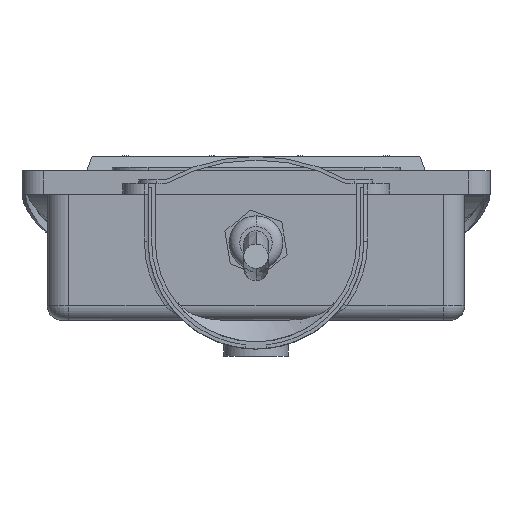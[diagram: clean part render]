
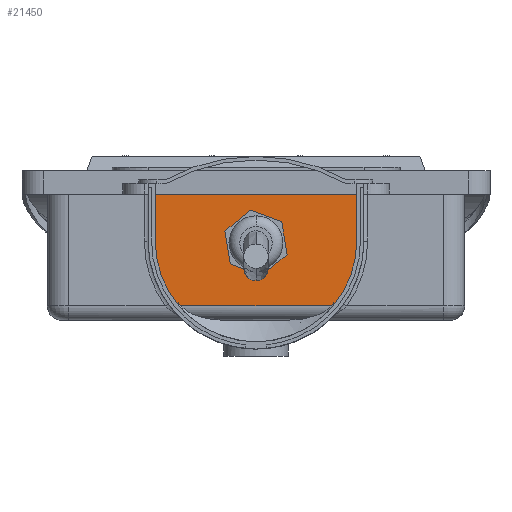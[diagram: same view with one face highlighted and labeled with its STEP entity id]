
A CAD part, front view. The second image highlights one B-rep face of the part: STEP entity #21450.
In plain terms, the highlighted planar face has unit normal (0, -1, 0).
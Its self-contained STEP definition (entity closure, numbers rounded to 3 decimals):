
#83 = CARTESIAN_POINT ( 'NONE',  ( 46.362, 10., -61.202 ) ) ;
#152 = ORIENTED_EDGE ( 'NONE', *, *, #2156, .F. ) ;
#182 = CARTESIAN_POINT ( 'NONE',  ( -7.132, 10., -30.871 ) ) ;
#276 = ORIENTED_EDGE ( 'NONE', *, *, #9424, .F. ) ;
#459 = VERTEX_POINT ( 'NONE', #17175 ) ;
#478 = EDGE_CURVE ( 'NONE', #17079, #20955, #727, .T. ) ;
#727 = CIRCLE ( 'NONE', #20511, 28. ) ;
#909 = VERTEX_POINT ( 'NONE', #8094 ) ;
#1144 = CARTESIAN_POINT ( 'NONE',  ( 8.65, 10., -28.241 ) ) ;
#1354 = CARTESIAN_POINT ( 'NONE',  ( 24.949, 10., -4.75 ) ) ;
#1452 = CARTESIAN_POINT ( 'NONE',  ( -21.954, 10., -41.879 ) ) ;
#1495 = DIRECTION ( 'NONE',  ( 0., 1., 0. ) ) ;
#1795 = DIRECTION ( 'NONE',  ( -0.772, 0., -0.636 ) ) ;
#1847 = EDGE_LOOP ( 'NONE', ( #16199, #7657, #276, #7194, #152, #7326 ) ) ;
#1907 = CARTESIAN_POINT ( 'NONE',  ( -8.65, 10., -21.759 ) ) ;
#2156 = EDGE_CURVE ( 'NONE', #909, #9847, #16003, .T. ) ;
#2346 = AXIS2_PLACEMENT_3D ( 'NONE', #14486, #9281, #11014 ) ;
#2393 = DIRECTION ( 'NONE',  ( 0., 1., 0. ) ) ;
#2477 = CARTESIAN_POINT ( 'NONE',  ( -28., 10., -24.5 ) ) ;
#2695 = DIRECTION ( 'NONE',  ( -1., 0., 0. ) ) ;
#3117 = DIRECTION ( 'NONE',  ( 0., 0., 1. ) ) ;
#3550 = DIRECTION ( 'NONE',  ( 0.772, 0., 0.636 ) ) ;
#3798 = DIRECTION ( 'NONE',  ( 0., 1., 0. ) ) ;
#4309 = VERTEX_POINT ( 'NONE', #14352 ) ;
#4473 = LINE ( 'NONE', #14259, #8656 ) ;
#4566 = VERTEX_POINT ( 'NONE', #9329 ) ;
#4693 = VERTEX_POINT ( 'NONE', #7255 ) ;
#5004 = EDGE_CURVE ( 'NONE', #9847, #20011, #13312, .T. ) ;
#5115 = ORIENTED_EDGE ( 'NONE', *, *, #6821, .T. ) ;
#5126 = VECTOR ( 'NONE', #1795, 1000. ) ;
#5206 = AXIS2_PLACEMENT_3D ( 'NONE', #17067, #2393, #7292 ) ;
#5357 = VECTOR ( 'NONE', #7983, 1000. ) ;
#5476 = DIRECTION ( 'NONE',  ( 0.164, 0., -0.986 ) ) ;
#5965 = LINE ( 'NONE', #12383, #8365 ) ;
#6357 = ORIENTED_EDGE ( 'NONE', *, *, #19172, .F. ) ;
#6376 = CARTESIAN_POINT ( 'NONE',  ( 0., 10., -24.5 ) ) ;
#6523 = CARTESIAN_POINT ( 'NONE',  ( 21.629, 10., -41.622 ) ) ;
#6610 = VECTOR ( 'NONE', #10899, 1000. ) ;
#6805 = LINE ( 'NONE', #6908, #14470 ) ;
#6821 = EDGE_CURVE ( 'NONE', #17079, #4309, #16551, .T. ) ;
#6908 = CARTESIAN_POINT ( 'NONE',  ( 1.518, 10., -34.112 ) ) ;
#7121 = LINE ( 'NONE', #20157, #13842 ) ;
#7194 = ORIENTED_EDGE ( 'NONE', *, *, #5004, .F. ) ;
#7255 = CARTESIAN_POINT ( 'NONE',  ( 8.65, 10., -28.241 ) ) ;
#7292 = DIRECTION ( 'NONE',  ( 1., 0., 0. ) ) ;
#7326 = ORIENTED_EDGE ( 'NONE', *, *, #13813, .F. ) ;
#7342 = DIRECTION ( 'NONE',  ( 0., 0., -1. ) ) ;
#7390 = DIRECTION ( 'NONE',  ( 0.936, 0., -0.351 ) ) ;
#7657 = ORIENTED_EDGE ( 'NONE', *, *, #16335, .F. ) ;
#7851 = CARTESIAN_POINT ( 'NONE',  ( -1.518, 10., -15.888 ) ) ;
#7983 = DIRECTION ( 'NONE',  ( 0.784, 0., 0.621 ) ) ;
#8094 = CARTESIAN_POINT ( 'NONE',  ( 7.132, 10., -19.129 ) ) ;
#8153 = ORIENTED_EDGE ( 'NONE', *, *, #13499, .F. ) ;
#8365 = VECTOR ( 'NONE', #2695, 1000. ) ;
#8646 = VERTEX_POINT ( 'NONE', #182 ) ;
#8656 = VECTOR ( 'NONE', #14363, 1000. ) ;
#8861 = LINE ( 'NONE', #8967, #19776 ) ;
#8907 = VERTEX_POINT ( 'NONE', #6523 ) ;
#8967 = CARTESIAN_POINT ( 'NONE',  ( 28., 10., -24.5 ) ) ;
#9281 = DIRECTION ( 'NONE',  ( 0., 1., 0. ) ) ;
#9329 = CARTESIAN_POINT ( 'NONE',  ( 28., 10., -24.5 ) ) ;
#9411 = AXIS2_PLACEMENT_3D ( 'NONE', #16377, #1495, #17999 ) ;
#9424 = EDGE_CURVE ( 'NONE', #20011, #8646, #7121, .T. ) ;
#9769 = VECTOR ( 'NONE', #7390, 1000. ) ;
#9847 = VERTEX_POINT ( 'NONE', #7851 ) ;
#9977 = CARTESIAN_POINT ( 'NONE',  ( 1.518, 10., -34.112 ) ) ;
#10439 = DIRECTION ( 'NONE',  ( 1., 0., 0. ) ) ;
#10445 = VECTOR ( 'NONE', #19636, 1000. ) ;
#10537 = VERTEX_POINT ( 'NONE', #16663 ) ;
#10814 = DIRECTION ( 'NONE',  ( -0.164, 0., 0.986 ) ) ;
#10899 = DIRECTION ( 'NONE',  ( -0.936, 0., 0.351 ) ) ;
#10954 = ORIENTED_EDGE ( 'NONE', *, *, #16352, .T. ) ;
#11014 = DIRECTION ( 'NONE',  ( 0., 0., 1. ) ) ;
#11239 = ORIENTED_EDGE ( 'NONE', *, *, #16437, .T. ) ;
#11357 = CARTESIAN_POINT ( 'NONE',  ( -1.518, 10., -15.888 ) ) ;
#11481 = DIRECTION ( 'NONE',  ( 0., 1., 0. ) ) ;
#11489 = CARTESIAN_POINT ( 'NONE',  ( 20.904, 10., -42.5 ) ) ;
#11898 = FACE_OUTER_BOUND ( 'NONE', #20441, .T. ) ;
#12073 = VERTEX_POINT ( 'NONE', #9977 ) ;
#12164 = ORIENTED_EDGE ( 'NONE', *, *, #14743, .F. ) ;
#12383 = CARTESIAN_POINT ( 'NONE',  ( 58., 10., -11.5 ) ) ;
#12532 = CIRCLE ( 'NONE', #9411, 27.586 ) ;
#12785 = LINE ( 'NONE', #2477, #14254 ) ;
#12991 = EDGE_CURVE ( 'NONE', #4566, #20838, #14577, .T. ) ;
#13076 = CARTESIAN_POINT ( 'NONE',  ( -28., 10., -24.5 ) ) ;
#13188 = VERTEX_POINT ( 'NONE', #14542 ) ;
#13224 = ORIENTED_EDGE ( 'NONE', *, *, #478, .F. ) ;
#13312 = LINE ( 'NONE', #11357, #5126 ) ;
#13499 = EDGE_CURVE ( 'NONE', #20955, #13188, #12785, .T. ) ;
#13585 = EDGE_CURVE ( 'NONE', #10537, #4309, #12532, .T. ) ;
#13741 = CARTESIAN_POINT ( 'NONE',  ( 21.954, 10., -41.879 ) ) ;
#13813 = EDGE_CURVE ( 'NONE', #4693, #909, #19180, .T. ) ;
#13842 = VECTOR ( 'NONE', #5476, 1000. ) ;
#13915 = VECTOR ( 'NONE', #10814, 1000. ) ;
#14094 = DIRECTION ( 'NONE',  ( 0., 0., 1. ) ) ;
#14254 = VECTOR ( 'NONE', #14094, 1000. ) ;
#14259 = CARTESIAN_POINT ( 'NONE',  ( 58., 10., -42.5 ) ) ;
#14352 = CARTESIAN_POINT ( 'NONE',  ( -21.629, 10., -41.622 ) ) ;
#14363 = DIRECTION ( 'NONE',  ( 1., 0., 0. ) ) ;
#14470 = VECTOR ( 'NONE', #3550, 1000. ) ;
#14486 = CARTESIAN_POINT ( 'NONE',  ( 58., 10., -46.5 ) ) ;
#14542 = CARTESIAN_POINT ( 'NONE',  ( -28., 10., -11.5 ) ) ;
#14577 = CIRCLE ( 'NONE', #5206, 28. ) ;
#14743 = EDGE_CURVE ( 'NONE', #8907, #16461, #15694, .T. ) ;
#15493 = ORIENTED_EDGE ( 'NONE', *, *, #20286, .T. ) ;
#15694 = CIRCLE ( 'NONE', #20205, 27.586 ) ;
#16003 = LINE ( 'NONE', #17532, #6610 ) ;
#16199 = ORIENTED_EDGE ( 'NONE', *, *, #20829, .F. ) ;
#16335 = EDGE_CURVE ( 'NONE', #8646, #12073, #20851, .T. ) ;
#16352 = EDGE_CURVE ( 'NONE', #459, #13188, #5965, .T. ) ;
#16377 = CARTESIAN_POINT ( 'NONE',  ( 0., 10., -24.5 ) ) ;
#16437 = EDGE_CURVE ( 'NONE', #8907, #20838, #19964, .T. ) ;
#16461 = VERTEX_POINT ( 'NONE', #11489 ) ;
#16551 = LINE ( 'NONE', #1354, #5357 ) ;
#16663 = CARTESIAN_POINT ( 'NONE',  ( -20.904, 10., -42.5 ) ) ;
#16933 = ORIENTED_EDGE ( 'NONE', *, *, #13585, .F. ) ;
#17067 = CARTESIAN_POINT ( 'NONE',  ( 0., 10., -24.5 ) ) ;
#17079 = VERTEX_POINT ( 'NONE', #1452 ) ;
#17175 = CARTESIAN_POINT ( 'NONE',  ( 28., 10., -11.5 ) ) ;
#17532 = CARTESIAN_POINT ( 'NONE',  ( 7.132, 10., -19.129 ) ) ;
#17696 = CARTESIAN_POINT ( 'NONE',  ( -7.132, 10., -30.871 ) ) ;
#17999 = DIRECTION ( 'NONE',  ( 0., 0., 1. ) ) ;
#18519 = FACE_BOUND ( 'NONE', #1847, .T. ) ;
#18678 = CARTESIAN_POINT ( 'NONE',  ( 0., 10., -24.5 ) ) ;
#18842 = ORIENTED_EDGE ( 'NONE', *, *, #12991, .F. ) ;
#19172 = EDGE_CURVE ( 'NONE', #459, #4566, #8861, .T. ) ;
#19180 = LINE ( 'NONE', #1144, #13915 ) ;
#19636 = DIRECTION ( 'NONE',  ( 0.784, 0., -0.621 ) ) ;
#19776 = VECTOR ( 'NONE', #7342, 1000. ) ;
#19964 = LINE ( 'NONE', #83, #10445 ) ;
#20011 = VERTEX_POINT ( 'NONE', #1907 ) ;
#20157 = CARTESIAN_POINT ( 'NONE',  ( -8.65, 10., -21.759 ) ) ;
#20205 = AXIS2_PLACEMENT_3D ( 'NONE', #6376, #11481, #3117 ) ;
#20286 = EDGE_CURVE ( 'NONE', #10537, #16461, #4473, .T. ) ;
#20441 = EDGE_LOOP ( 'NONE', ( #12164, #11239, #18842, #6357, #10954, #8153, #13224, #5115, #16933, #15493 ) ) ;
#20511 = AXIS2_PLACEMENT_3D ( 'NONE', #18678, #3798, #10439 ) ;
#20700 = PLANE ( 'NONE',  #2346 ) ;
#20829 = EDGE_CURVE ( 'NONE', #12073, #4693, #6805, .T. ) ;
#20838 = VERTEX_POINT ( 'NONE', #13741 ) ;
#20851 = LINE ( 'NONE', #17696, #9769 ) ;
#20955 = VERTEX_POINT ( 'NONE', #13076 ) ;
#21450 = ADVANCED_FACE ( 'NONE', ( #11898, #18519 ), #20700, .F. ) ;
